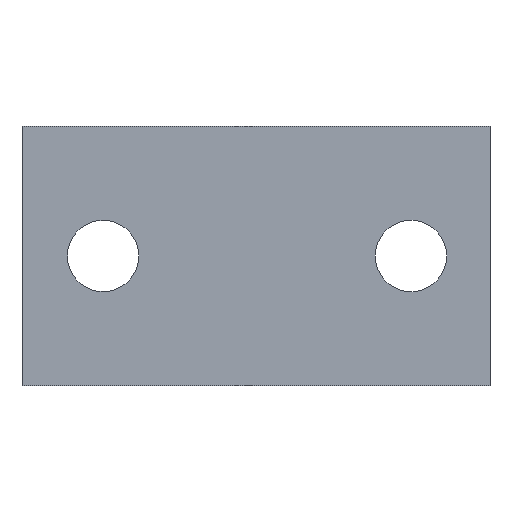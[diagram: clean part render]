
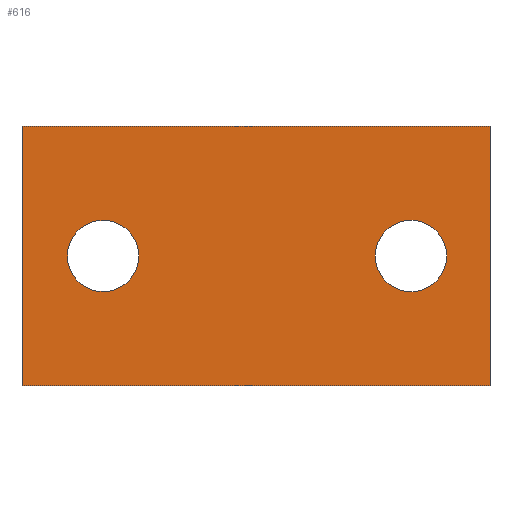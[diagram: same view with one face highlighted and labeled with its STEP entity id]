
A CAD part, front view. The second image highlights one B-rep face of the part: STEP entity #616.
In plain terms, the highlighted planar face has unit normal (0, -1, 0).
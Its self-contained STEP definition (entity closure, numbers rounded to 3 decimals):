
#12 = DIRECTION ( 'NONE',  ( 1., 0., 0. ) ) ;
#17 = DIRECTION ( 'NONE',  ( 0., 0., 1. ) ) ;
#18 = EDGE_CURVE ( 'NONE', #468, #134, #517, .T. ) ;
#79 = FACE_OUTER_BOUND ( 'NONE', #84, .T. ) ;
#84 = EDGE_LOOP ( 'NONE', ( #516, #495, #140, #622 ) ) ;
#85 = CARTESIAN_POINT ( 'NONE',  ( -11.8, 0., -10. ) ) ;
#98 = DIRECTION ( 'NONE',  ( -1., 0., 0. ) ) ;
#106 = AXIS2_PLACEMENT_3D ( 'NONE', #85, #620, #406 ) ;
#108 = CARTESIAN_POINT ( 'NONE',  ( -18.057, 0., 0. ) ) ;
#124 = ORIENTED_EDGE ( 'NONE', *, *, #266, .T. ) ;
#129 = DIRECTION ( 'NONE',  ( 1., 0., 0. ) ) ;
#134 = VERTEX_POINT ( 'NONE', #579 ) ;
#137 = VERTEX_POINT ( 'NONE', #108 ) ;
#140 = ORIENTED_EDGE ( 'NONE', *, *, #388, .T. ) ;
#141 = DIRECTION ( 'NONE',  ( 0., 0., 1. ) ) ;
#150 = CARTESIAN_POINT ( 'NONE',  ( 11.957, 0., -10. ) ) ;
#158 = DIRECTION ( 'NONE',  ( 0., 1., 0. ) ) ;
#166 = CARTESIAN_POINT ( 'NONE',  ( 9.207, 0., -10. ) ) ;
#171 = LINE ( 'NONE', #336, #198 ) ;
#179 = CARTESIAN_POINT ( 'NONE',  ( -14.55, 0., -10. ) ) ;
#184 = VECTOR ( 'NONE', #17, 1000. ) ;
#188 = DIRECTION ( 'NONE',  ( -1., 0., 0. ) ) ;
#192 = FACE_BOUND ( 'NONE', #280, .T. ) ;
#195 = EDGE_CURVE ( 'NONE', #248, #631, #344, .T. ) ;
#198 = VECTOR ( 'NONE', #12, 1000. ) ;
#206 = EDGE_CURVE ( 'NONE', #134, #468, #591, .T. ) ;
#248 = VERTEX_POINT ( 'NONE', #607 ) ;
#257 = CIRCLE ( 'NONE', #106, 2.75 ) ;
#266 = EDGE_CURVE ( 'NONE', #440, #601, #257, .T. ) ;
#280 = EDGE_LOOP ( 'NONE', ( #648, #566 ) ) ;
#289 = FACE_BOUND ( 'NONE', #535, .T. ) ;
#300 = CARTESIAN_POINT ( 'NONE',  ( -18.057, 0., 0. ) ) ;
#308 = DIRECTION ( 'NONE',  ( 0., 1., 0. ) ) ;
#329 = EDGE_CURVE ( 'NONE', #669, #137, #649, .T. ) ;
#336 = CARTESIAN_POINT ( 'NONE',  ( -18.057, 0., -20. ) ) ;
#344 = LINE ( 'NONE', #400, #641 ) ;
#349 = LINE ( 'NONE', #300, #436 ) ;
#357 = DIRECTION ( 'NONE',  ( 0., -1., 0. ) ) ;
#361 = CARTESIAN_POINT ( 'NONE',  ( -11.8, 0., -10. ) ) ;
#388 = EDGE_CURVE ( 'NONE', #669, #248, #171, .T. ) ;
#400 = CARTESIAN_POINT ( 'NONE',  ( 18.057, 0., -20. ) ) ;
#404 = PLANE ( 'NONE',  #696 ) ;
#406 = DIRECTION ( 'NONE',  ( -1., 0., 0. ) ) ;
#436 = VECTOR ( 'NONE', #129, 1000. ) ;
#438 = CARTESIAN_POINT ( 'NONE',  ( -9.05, 0., -10. ) ) ;
#440 = VERTEX_POINT ( 'NONE', #438 ) ;
#441 = CARTESIAN_POINT ( 'NONE',  ( -18.057, 0., -20. ) ) ;
#452 = AXIS2_PLACEMENT_3D ( 'NONE', #150, #158, #467 ) ;
#467 = DIRECTION ( 'NONE',  ( -1., 0., 0. ) ) ;
#468 = VERTEX_POINT ( 'NONE', #166 ) ;
#495 = ORIENTED_EDGE ( 'NONE', *, *, #329, .F. ) ;
#500 = CIRCLE ( 'NONE', #532, 2.75 ) ;
#516 = ORIENTED_EDGE ( 'NONE', *, *, #590, .F. ) ;
#517 = CIRCLE ( 'NONE', #452, 2.75 ) ;
#532 = AXIS2_PLACEMENT_3D ( 'NONE', #361, #308, #98 ) ;
#535 = EDGE_LOOP ( 'NONE', ( #588, #124 ) ) ;
#551 = DIRECTION ( 'NONE',  ( 0., 1., 0. ) ) ;
#554 = CARTESIAN_POINT ( 'NONE',  ( 11.957, 0., -10. ) ) ;
#566 = ORIENTED_EDGE ( 'NONE', *, *, #206, .T. ) ;
#579 = CARTESIAN_POINT ( 'NONE',  ( 14.707, 0., -10. ) ) ;
#588 = ORIENTED_EDGE ( 'NONE', *, *, #663, .T. ) ;
#590 = EDGE_CURVE ( 'NONE', #137, #631, #349, .T. ) ;
#591 = CIRCLE ( 'NONE', #603, 2.75 ) ;
#601 = VERTEX_POINT ( 'NONE', #179 ) ;
#603 = AXIS2_PLACEMENT_3D ( 'NONE', #554, #551, #188 ) ;
#605 = CARTESIAN_POINT ( 'NONE',  ( 18.057, 0., 0. ) ) ;
#607 = CARTESIAN_POINT ( 'NONE',  ( 18.057, 0., -20. ) ) ;
#616 = ADVANCED_FACE ( 'NONE', ( #192, #289, #79 ), #404, .T. ) ;
#618 = CARTESIAN_POINT ( 'NONE',  ( -18.057, 0., -20. ) ) ;
#620 = DIRECTION ( 'NONE',  ( 0., 1., 0. ) ) ;
#622 = ORIENTED_EDGE ( 'NONE', *, *, #195, .T. ) ;
#631 = VERTEX_POINT ( 'NONE', #605 ) ;
#641 = VECTOR ( 'NONE', #141, 1000. ) ;
#648 = ORIENTED_EDGE ( 'NONE', *, *, #18, .T. ) ;
#649 = LINE ( 'NONE', #441, #184 ) ;
#660 = DIRECTION ( 'NONE',  ( 0., 0., -1. ) ) ;
#663 = EDGE_CURVE ( 'NONE', #601, #440, #500, .T. ) ;
#669 = VERTEX_POINT ( 'NONE', #682 ) ;
#682 = CARTESIAN_POINT ( 'NONE',  ( -18.057, 0., -20. ) ) ;
#696 = AXIS2_PLACEMENT_3D ( 'NONE', #618, #357, #660 ) ;
